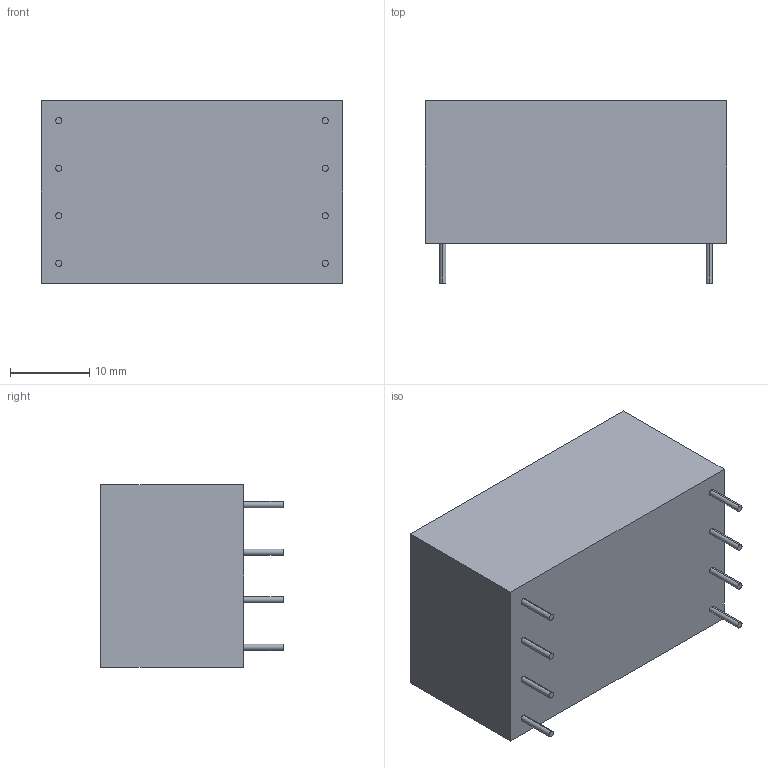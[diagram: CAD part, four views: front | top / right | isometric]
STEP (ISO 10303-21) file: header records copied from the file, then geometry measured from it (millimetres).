
FILE_DESCRIPTION (( 'STEP AP203' ), '1' );
FILE_NAME ('HLK-5M05.STEP', '2021-03-19T11:50:52', ( 'Admin' ), ( '' ), 'SwSTEP 2.0', 'SolidWorks 2018', '' );
FILE_SCHEMA (( 'CONFIG_CONTROL_DESIGN' ));
Length unit declared in the file: millimetre
Products named in the file (1): HLK-5M05
Bounding box: 38 x 23 x 23 mm (x, y, z)
Volume: 15751.9 mm3; surface area: 4053.6 mm2
Topology: 9 solids, 9 shells, 50 faces, 84 edges, 56 vertices
Faces by surface type: plane 26, cylinder 24
Entity records: 1257 total; most frequent: DIRECTION 234, CARTESIAN_POINT 191, ORIENTED_EDGE 168, AXIS2_PLACEMENT_3D 99, EDGE_CURVE 84, VERTEX_POINT 56, EDGE_LOOP 54, FACE_OUTER_BOUND 50
